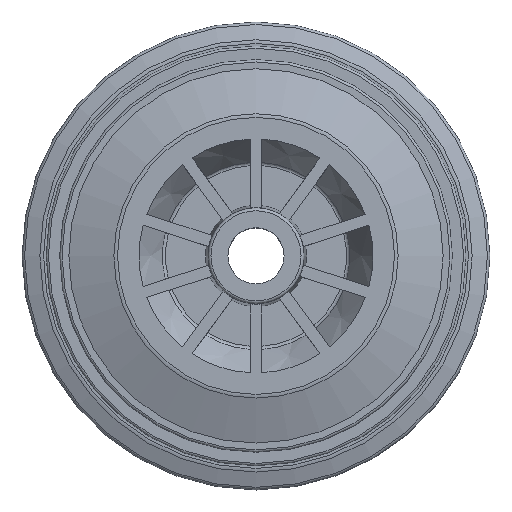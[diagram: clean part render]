
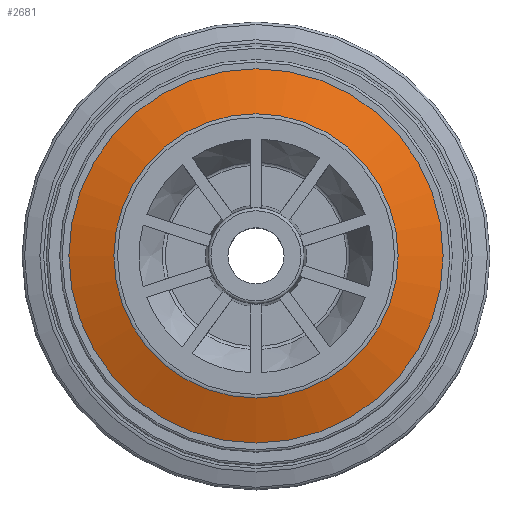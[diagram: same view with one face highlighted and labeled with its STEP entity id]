
A CAD part, top view. The second image highlights one B-rep face of the part: STEP entity #2681.
In plain terms, the highlighted conical face has half-angle 71 degrees and reference radius 50 mm.
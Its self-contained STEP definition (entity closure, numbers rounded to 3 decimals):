
#118=LINE('',#5035,#210);
#210=VECTOR('',#3707,50.);
#445=FACE_OUTER_BOUND('',#590,.T.);
#590=EDGE_LOOP('',(#2321,#2322,#2323,#2324,#2325,#2326));
#886=CIRCLE('',#2999,50.);
#887=CIRCLE('',#3000,50.);
#888=CIRCLE('',#3002,37.975);
#889=CIRCLE('',#3003,37.975);
#1165=VERTEX_POINT('',#5029);
#1166=VERTEX_POINT('',#5030);
#1167=VERTEX_POINT('',#5034);
#1168=VERTEX_POINT('',#5036);
#1556=EDGE_CURVE('',#1165,#1166,#886,.T.);
#1557=EDGE_CURVE('',#1166,#1165,#887,.T.);
#1558=EDGE_CURVE('',#1166,#1167,#118,.T.);
#1559=EDGE_CURVE('',#1167,#1168,#888,.T.);
#1560=EDGE_CURVE('',#1168,#1167,#889,.T.);
#2321=ORIENTED_EDGE('',*,*,#1556,.F.);
#2322=ORIENTED_EDGE('',*,*,#1557,.F.);
#2323=ORIENTED_EDGE('',*,*,#1558,.T.);
#2324=ORIENTED_EDGE('',*,*,#1559,.T.);
#2325=ORIENTED_EDGE('',*,*,#1560,.T.);
#2326=ORIENTED_EDGE('',*,*,#1558,.F.);
#2414=CONICAL_SURFACE('',#3001,50.,1.239);
#2681=ADVANCED_FACE('',(#445),#2414,.T.);
#2999=AXIS2_PLACEMENT_3D('',#5031,#3701,#3702);
#3000=AXIS2_PLACEMENT_3D('',#5032,#3703,#3704);
#3001=AXIS2_PLACEMENT_3D('',#5033,#3705,#3706);
#3002=AXIS2_PLACEMENT_3D('',#5037,#3708,#3709);
#3003=AXIS2_PLACEMENT_3D('',#5038,#3710,#3711);
#3701=DIRECTION('center_axis',(0.,0.,-1.));
#3702=DIRECTION('ref_axis',(-1.,0.,0.));
#3703=DIRECTION('center_axis',(0.,0.,-1.));
#3704=DIRECTION('ref_axis',(-1.,0.,0.));
#3705=DIRECTION('center_axis',(0.,0.,-1.));
#3706=DIRECTION('ref_axis',(-1.,0.,0.));
#3707=DIRECTION('',(-0.946,0.,0.326));
#3708=DIRECTION('center_axis',(0.,0.,-1.));
#3709=DIRECTION('ref_axis',(-1.,0.,0.));
#3710=DIRECTION('center_axis',(0.,0.,-1.));
#3711=DIRECTION('ref_axis',(-1.,0.,0.));
#5029=CARTESIAN_POINT('',(-50.,0.,14.446));
#5030=CARTESIAN_POINT('',(50.,0.,14.446));
#5031=CARTESIAN_POINT('Origin',(0.,0.,14.446));
#5032=CARTESIAN_POINT('Origin',(0.,0.,14.446));
#5033=CARTESIAN_POINT('Origin',(0.,0.,14.446));
#5034=CARTESIAN_POINT('',(37.975,0.,18.587));
#5035=CARTESIAN_POINT('',(50.,0.,14.446));
#5036=CARTESIAN_POINT('',(-37.975,0.,18.587));
#5037=CARTESIAN_POINT('Origin',(0.,0.,18.587));
#5038=CARTESIAN_POINT('Origin',(0.,0.,18.587));
